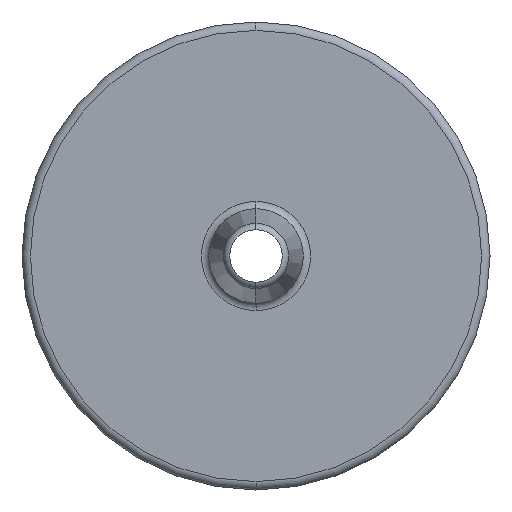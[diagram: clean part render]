
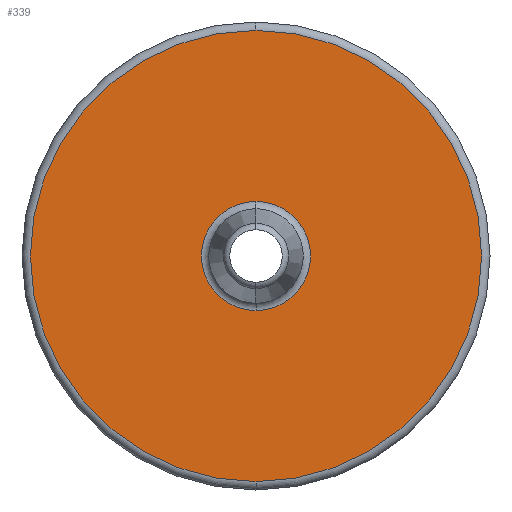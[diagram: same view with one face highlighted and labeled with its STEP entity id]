
A CAD part, left-side view. The second image highlights one B-rep face of the part: STEP entity #339.
In plain terms, the highlighted planar face has unit normal (-1, 0, 0).
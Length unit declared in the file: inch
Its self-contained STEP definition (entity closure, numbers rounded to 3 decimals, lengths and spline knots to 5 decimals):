
#199 = EDGE_LOOP ( 'NONE', ( #340, #342 ) ) ;
#325 = EDGE_CURVE ( 'NONE', #326, #327, #928, .T. ) ;
#326 = VERTEX_POINT ( 'NONE', #923 ) ;
#327 = VERTEX_POINT ( 'NONE', #793 ) ;
#339 = ADVANCED_FACE ( 'NONE', ( #902, #901 ), #900, .F. ) ;
#340 = ORIENTED_EDGE ( 'NONE', *, *, #341, .T. ) ;
#341 = EDGE_CURVE ( 'NONE', #327, #326, #804, .T. ) ;
#342 = ORIENTED_EDGE ( 'NONE', *, *, #325, .T. ) ;
#343 = EDGE_LOOP ( 'NONE', ( #344, #346 ) ) ;
#344 = ORIENTED_EDGE ( 'NONE', *, *, #345, .T. ) ;
#345 = EDGE_CURVE ( 'NONE', #437, #426, #799, .T. ) ;
#346 = ORIENTED_EDGE ( 'NONE', *, *, #474, .T. ) ;
#426 = VERTEX_POINT ( 'NONE', #877 ) ;
#437 = VERTEX_POINT ( 'NONE', #876 ) ;
#474 = EDGE_CURVE ( 'NONE', #426, #437, #779, .T. ) ;
#775 = DIRECTION ( 'NONE',  ( 0., 0., -1. ) ) ;
#776 = DIRECTION ( 'NONE',  ( -1., 0., 0. ) ) ;
#777 = CARTESIAN_POINT ( 'NONE',  ( 0., 0., 0. ) ) ;
#778 = AXIS2_PLACEMENT_3D ( 'NONE', #777, #776, #775 ) ;
#779 = CIRCLE ( 'NONE', #778, 0.2145 ) ;
#793 = CARTESIAN_POINT ( 'NONE',  ( 0., 0., -0.05189 ) ) ;
#795 = DIRECTION ( 'NONE',  ( 0., 0., -1. ) ) ;
#796 = DIRECTION ( 'NONE',  ( -1., 0., 0. ) ) ;
#797 = CARTESIAN_POINT ( 'NONE',  ( 0., 0., 0. ) ) ;
#798 = AXIS2_PLACEMENT_3D ( 'NONE', #797, #796, #795 ) ;
#799 = CIRCLE ( 'NONE', #798, 0.2145 ) ;
#800 = DIRECTION ( 'NONE',  ( 0., 0., -1. ) ) ;
#801 = DIRECTION ( 'NONE',  ( 1., 0., 0. ) ) ;
#802 = CARTESIAN_POINT ( 'NONE',  ( 0., 0., 0. ) ) ;
#803 = AXIS2_PLACEMENT_3D ( 'NONE', #802, #801, #800 ) ;
#804 = CIRCLE ( 'NONE', #803, 0.05189 ) ;
#805 = DIRECTION ( 'NONE',  ( 0., 0., -1. ) ) ;
#806 = DIRECTION ( 'NONE',  ( 1., 0., 0. ) ) ;
#807 = CARTESIAN_POINT ( 'NONE',  ( 0., 0., -0.2225 ) ) ;
#808 = AXIS2_PLACEMENT_3D ( 'NONE', #807, #806, #805 ) ;
#876 = CARTESIAN_POINT ( 'NONE',  ( 0., 0., -0.2145 ) ) ;
#877 = CARTESIAN_POINT ( 'NONE',  ( 0., 0., 0.2145 ) ) ;
#900 = PLANE ( 'NONE',  #808 ) ;
#901 = FACE_OUTER_BOUND ( 'NONE', #343, .T. ) ;
#902 = FACE_BOUND ( 'NONE', #199, .T. ) ;
#923 = CARTESIAN_POINT ( 'NONE',  ( 0., 0., 0.05189 ) ) ;
#924 = DIRECTION ( 'NONE',  ( 0., 0., -1. ) ) ;
#925 = DIRECTION ( 'NONE',  ( 1., 0., 0. ) ) ;
#926 = CARTESIAN_POINT ( 'NONE',  ( 0., 0., 0. ) ) ;
#927 = AXIS2_PLACEMENT_3D ( 'NONE', #926, #925, #924 ) ;
#928 = CIRCLE ( 'NONE', #927, 0.05189 ) ;
